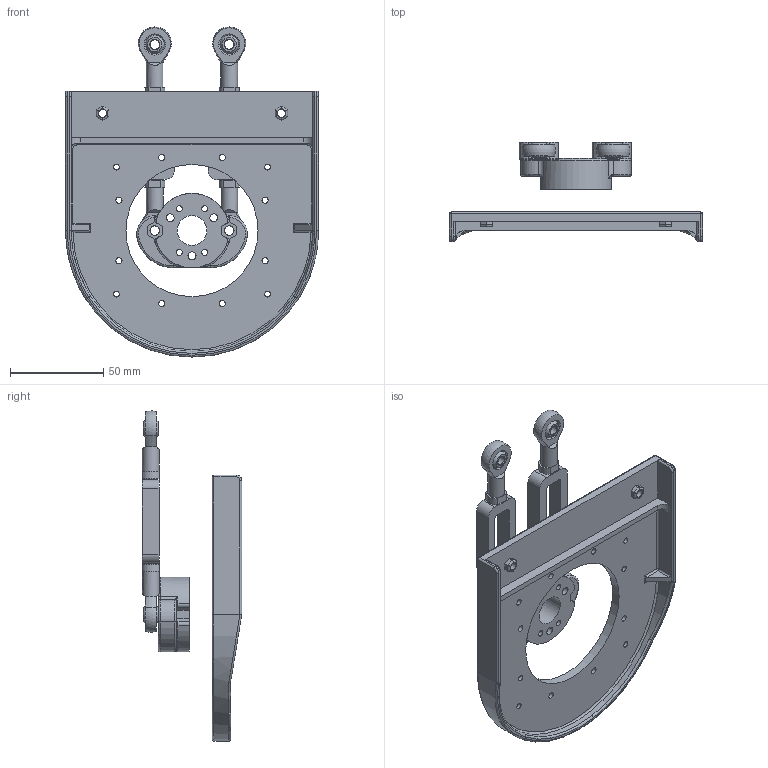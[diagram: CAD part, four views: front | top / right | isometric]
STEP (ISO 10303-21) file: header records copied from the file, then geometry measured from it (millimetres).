
FILE_DESCRIPTION(/* description */ (''),/* implementation_level */ '2;1');
FILE_NAME(/* name */ '',/* time_stamp */ '2024-03-31T14:37:14+08:00',/* author */ (''),/* organization */ (''),/* preprocessor_version */ 'ST-DEVELOPER v20',/* originating_system */ 'Autodesk Translation Framework v12.20.1.177',/* authorisation */ '');
FILE_SCHEMA (('AUTOMOTIVE_DESIGN { 1 0 10303 214 3 1 1 }'));
Length unit declared in the file: millimetre
Products named in the file (8): FFB改装件; 电机安装座; 电机摇臂; 连杆1; 连杆2; E-GZN5_203关节轴承; E-GZN5_1; E-GZN5_2
Assembly tree (10 placements, depth 4):
  FFB改装件
    电机安装座
    电机摇臂
    连杆1
      E-GZN5_203关节轴承  x2
        E-GZN5_1
        E-GZN5_2
    连杆2
      E-GZN5_203关节轴承  x2
        E-GZN5_1
        E-GZN5_2
Bounding box: 136 x 53.55 x 177.44 mm (x, y, z)
Volume: 116796.6 mm3; surface area: 60595.5 mm2
Topology: 12 solids, 12 shells, 351 faces, 863 edges, 532 vertices
Faces by surface type: cylinder 132, plane 124, torus 39, cone 28, sphere 16, bspline 12
Full cylindrical faces by diameter (mm): 3.2 x8, 3.3 x8, 4.2 x4, 4.3 x5, 5 x4, 5.2 x6, 6 x4, 9 x4, 16 x1, 71 x1
Entity records: 9000 total; most frequent: CARTESIAN_POINT 2121, DIRECTION 1483, ORIENTED_EDGE 1332, EDGE_CURVE 666, AXIS2_PLACEMENT_3D 579, VERTEX_POINT 415, EDGE_LOOP 343, LINE 325
